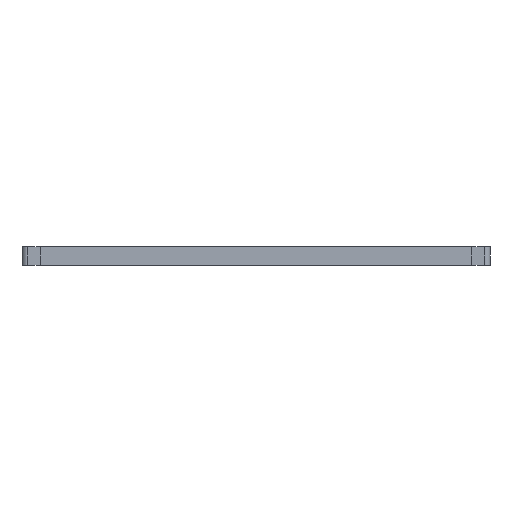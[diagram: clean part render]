
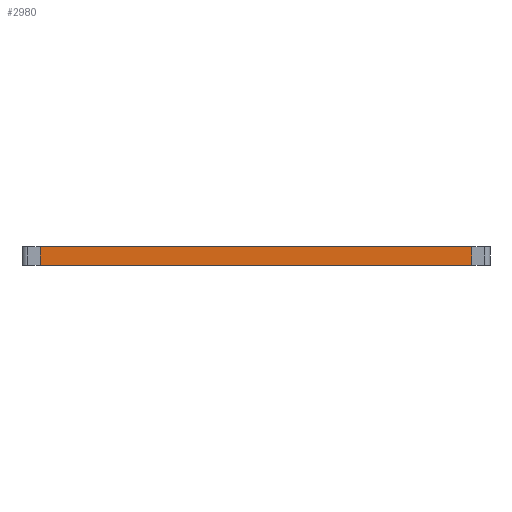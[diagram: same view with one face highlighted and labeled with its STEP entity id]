
A CAD part, front view. The second image highlights one B-rep face of the part: STEP entity #2980.
In plain terms, the highlighted planar face has unit normal (0, -1, 0).
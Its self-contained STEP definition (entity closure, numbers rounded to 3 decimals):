
#225 = DIRECTION ( 'NONE',  ( 1., 0., 0. ) ) ;
#249 = LINE ( 'NONE', #5506, #269 ) ;
#269 = VECTOR ( 'NONE', #225, 1000. ) ;
#685 = ORIENTED_EDGE ( 'NONE', *, *, #5657, .F. ) ;
#727 = VERTEX_POINT ( 'NONE', #4503 ) ;
#781 = EDGE_LOOP ( 'NONE', ( #5179, #1213, #685, #1982 ) ) ;
#966 = CARTESIAN_POINT ( 'NONE',  ( -80., -130., 6.8 ) ) ;
#1213 = ORIENTED_EDGE ( 'NONE', *, *, #2805, .F. ) ;
#1259 = VERTEX_POINT ( 'NONE', #3106 ) ;
#1982 = ORIENTED_EDGE ( 'NONE', *, *, #2702, .T. ) ;
#2015 = VECTOR ( 'NONE', #2975, 1000. ) ;
#2039 = EDGE_CURVE ( 'NONE', #1259, #4987, #249, .T. ) ;
#2238 = LINE ( 'NONE', #5262, #2015 ) ;
#2550 = CARTESIAN_POINT ( 'NONE',  ( -80., -130., 6.8 ) ) ;
#2557 = VERTEX_POINT ( 'NONE', #966 ) ;
#2702 = EDGE_CURVE ( 'NONE', #2557, #1259, #2920, .T. ) ;
#2805 = EDGE_CURVE ( 'NONE', #727, #4987, #5863, .T. ) ;
#2858 = PLANE ( 'NONE',  #5668 ) ;
#2920 = LINE ( 'NONE', #2550, #6218 ) ;
#2975 = DIRECTION ( 'NONE',  ( 1., 0., 0. ) ) ;
#2980 = ADVANCED_FACE ( 'NONE', ( #5306 ), #2858, .F. ) ;
#3018 = DIRECTION ( 'NONE',  ( 0., 0., -1. ) ) ;
#3094 = CARTESIAN_POINT ( 'NONE',  ( 80., -130., 0. ) ) ;
#3099 = DIRECTION ( 'NONE',  ( 0., 0., -1. ) ) ;
#3106 = CARTESIAN_POINT ( 'NONE',  ( -80., -130., 0. ) ) ;
#3309 = DIRECTION ( 'NONE',  ( 0., 0., 1. ) ) ;
#4269 = CARTESIAN_POINT ( 'NONE',  ( -80., -130., 6.8 ) ) ;
#4503 = CARTESIAN_POINT ( 'NONE',  ( 80., -130., 6.8 ) ) ;
#4987 = VERTEX_POINT ( 'NONE', #3094 ) ;
#5179 = ORIENTED_EDGE ( 'NONE', *, *, #2039, .T. ) ;
#5262 = CARTESIAN_POINT ( 'NONE',  ( -80., -130., 6.8 ) ) ;
#5306 = FACE_OUTER_BOUND ( 'NONE', #781, .T. ) ;
#5506 = CARTESIAN_POINT ( 'NONE',  ( -80., -130., 0. ) ) ;
#5657 = EDGE_CURVE ( 'NONE', #2557, #727, #2238, .T. ) ;
#5668 = AXIS2_PLACEMENT_3D ( 'NONE', #4269, #6074, #3309 ) ;
#5833 = CARTESIAN_POINT ( 'NONE',  ( 80., -130., 6.8 ) ) ;
#5863 = LINE ( 'NONE', #5833, #5928 ) ;
#5928 = VECTOR ( 'NONE', #3099, 1000. ) ;
#6074 = DIRECTION ( 'NONE',  ( 0., 1., 0. ) ) ;
#6218 = VECTOR ( 'NONE', #3018, 1000. ) ;
